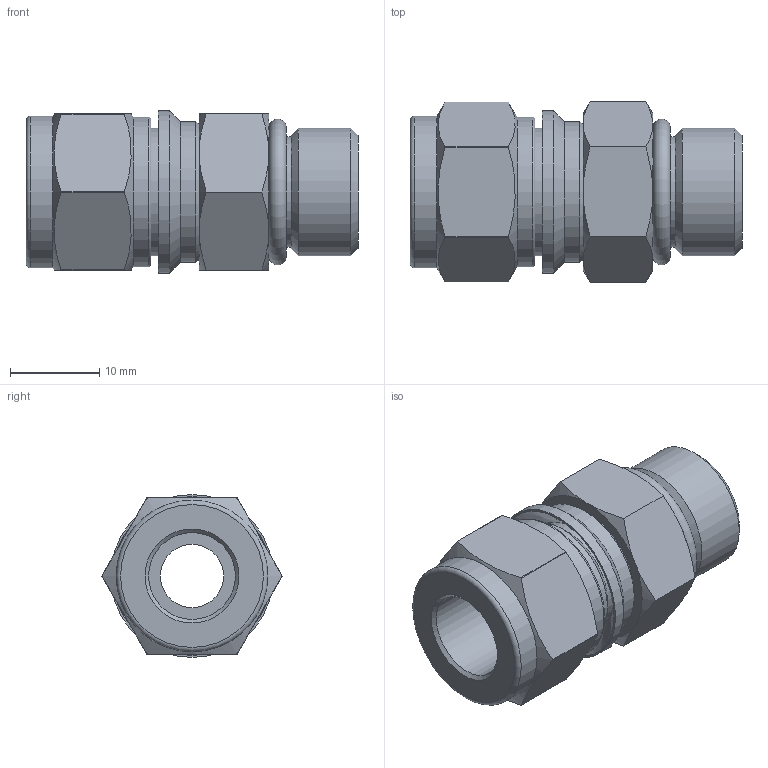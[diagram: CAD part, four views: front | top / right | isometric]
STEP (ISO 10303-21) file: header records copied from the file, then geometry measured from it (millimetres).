
FILE_DESCRIPTION(/* description */ (''),/* implementation_level */ '2;1');
FILE_NAME(/* name */ 'SSMCI-6-6U.stp',/* time_stamp */ '2022-07-06T11:07:56+09:00',/* author */ ('user'),/* organization */ (''),/* preprocessor_version */ 'ST-DEVELOPER v18.1',/* originating_system */ 'Autodesk Inventor 2022',/* authorisation */ '');
FILE_SCHEMA (('AUTOMOTIVE_DESIGN { 1 0 10303 214 3 1 1 }'));
Length unit declared in the file: millimetre
Products named in the file (1): SSMC-6-6U
Bounding box: 37.21 x 20.21 x 18.25 mm (x, y, z)
Volume: 6095.6 mm3; surface area: 4374.1 mm2
Topology: 2 solids, 2 shells, 67 faces, 146 edges, 89 vertices
Faces by surface type: cone 23, plane 22, cylinder 18, torus 4
Full cylindrical faces by diameter (mm): 7.112 x1, 9.73 x1, 12.4 x2, 12.5 x1, 13.05 x1, 14.28 x2, 15.8 x1, 16.8 x1, 17 x1, 18.25 x1
Entity records: 1841 total; most frequent: CARTESIAN_POINT 375, DIRECTION 315, ORIENTED_EDGE 292, EDGE_CURVE 146, AXIS2_PLACEMENT_3D 137, VERTEX_POINT 89, EDGE_LOOP 77, CIRCLE 69
